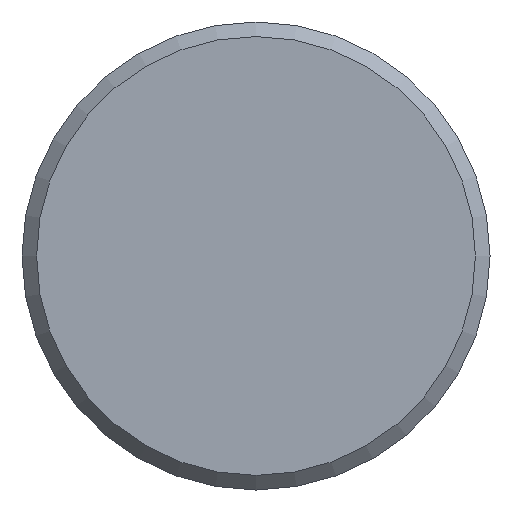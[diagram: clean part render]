
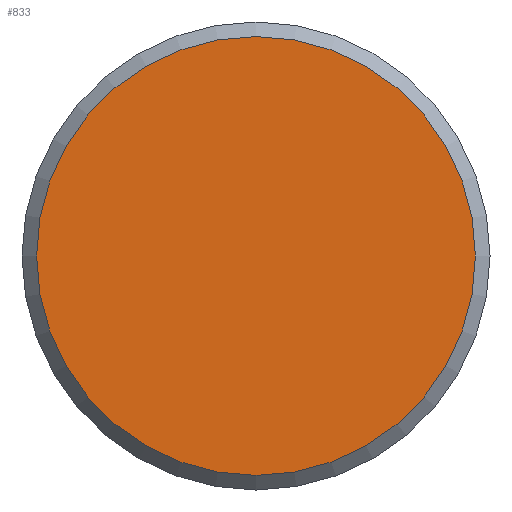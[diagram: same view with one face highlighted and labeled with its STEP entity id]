
A CAD part, front view. The second image highlights one B-rep face of the part: STEP entity #833.
In plain terms, the highlighted planar face has unit normal (0, -1, 0).
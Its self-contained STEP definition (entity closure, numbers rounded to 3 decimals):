
#80=FACE_OUTER_BOUND('',#138,.T.);
#138=EDGE_LOOP('',(#584));
#213=CIRCLE('',#932,15.);
#358=VERTEX_POINT('',#1373);
#441=EDGE_CURVE('',#358,#358,#213,.T.);
#584=ORIENTED_EDGE('',*,*,#441,.T.);
#745=PLANE('',#933);
#833=ADVANCED_FACE('',(#80),#745,.T.);
#932=AXIS2_PLACEMENT_3D('',#1374,#1105,#1106);
#933=AXIS2_PLACEMENT_3D('',#1376,#1108,#1109);
#1105=DIRECTION('center_axis',(0.,-1.,0.));
#1106=DIRECTION('ref_axis',(1.,0.,0.));
#1108=DIRECTION('center_axis',(0.,-1.,0.));
#1109=DIRECTION('ref_axis',(0.,0.,-1.));
#1373=CARTESIAN_POINT('',(-15.,-23.6,0.));
#1374=CARTESIAN_POINT('Origin',(0.,-23.6,0.));
#1376=CARTESIAN_POINT('Origin',(7.5,-23.6,0.));
